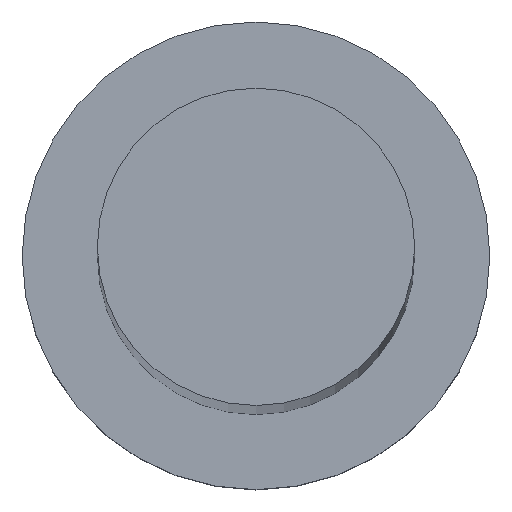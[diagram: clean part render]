
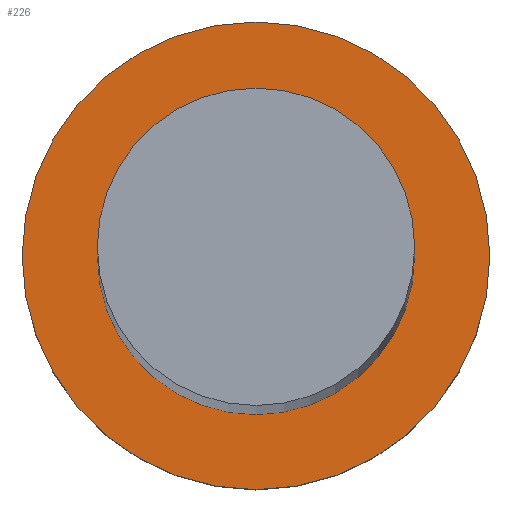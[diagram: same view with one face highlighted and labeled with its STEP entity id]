
A CAD part, top view. The second image highlights one B-rep face of the part: STEP entity #226.
In plain terms, the highlighted planar face has unit normal (0, 0, 1).
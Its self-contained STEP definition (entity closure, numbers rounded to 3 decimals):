
#6 = ORIENTED_EDGE ( 'NONE', *, *, #218, .T. ) ;
#8 = EDGE_LOOP ( 'NONE', ( #59, #214 ) ) ;
#12 = VERTEX_POINT ( 'NONE', #219 ) ;
#24 = AXIS2_PLACEMENT_3D ( 'NONE', #139, #62, #221 ) ;
#39 = DIRECTION ( 'NONE',  ( 1., 0., 0. ) ) ;
#43 = FACE_BOUND ( 'NONE', #8, .T. ) ;
#47 = AXIS2_PLACEMENT_3D ( 'NONE', #120, #103, #115 ) ;
#50 = EDGE_CURVE ( 'NONE', #110, #96, #203, .T. ) ;
#52 = AXIS2_PLACEMENT_3D ( 'NONE', #224, #121, #64 ) ;
#53 = CARTESIAN_POINT ( 'NONE',  ( -4.75, 0., 5. ) ) ;
#54 = AXIS2_PLACEMENT_3D ( 'NONE', #138, #220, #39 ) ;
#56 = EDGE_CURVE ( 'NONE', #192, #12, #229, .T. ) ;
#59 = ORIENTED_EDGE ( 'NONE', *, *, #208, .F. ) ;
#62 = DIRECTION ( 'NONE',  ( 0., 0., 1. ) ) ;
#64 = DIRECTION ( 'NONE',  ( 1., 0., 0. ) ) ;
#96 = VERTEX_POINT ( 'NONE', #53 ) ;
#103 = DIRECTION ( 'NONE',  ( 0., 0., 1. ) ) ;
#104 = FACE_OUTER_BOUND ( 'NONE', #158, .T. ) ;
#106 = DIRECTION ( 'NONE',  ( 1., 0., 0. ) ) ;
#110 = VERTEX_POINT ( 'NONE', #147 ) ;
#115 = DIRECTION ( 'NONE',  ( 1., 0., 0. ) ) ;
#120 = CARTESIAN_POINT ( 'NONE',  ( 0., 0., 5. ) ) ;
#121 = DIRECTION ( 'NONE',  ( 0., 0., 1. ) ) ;
#131 = ORIENTED_EDGE ( 'NONE', *, *, #56, .T. ) ;
#138 = CARTESIAN_POINT ( 'NONE',  ( 0., 0., 5. ) ) ;
#139 = CARTESIAN_POINT ( 'NONE',  ( 0., 0., 5. ) ) ;
#145 = CARTESIAN_POINT ( 'NONE',  ( 0., 0., 5. ) ) ;
#147 = CARTESIAN_POINT ( 'NONE',  ( 4.75, 0., 5. ) ) ;
#157 = CIRCLE ( 'NONE', #54, 4.75 ) ;
#158 = EDGE_LOOP ( 'NONE', ( #131, #6 ) ) ;
#159 = PLANE ( 'NONE',  #166 ) ;
#166 = AXIS2_PLACEMENT_3D ( 'NONE', #145, #199, #106 ) ;
#192 = VERTEX_POINT ( 'NONE', #204 ) ;
#199 = DIRECTION ( 'NONE',  ( 0., 0., 1. ) ) ;
#203 = CIRCLE ( 'NONE', #52, 4.75 ) ;
#204 = CARTESIAN_POINT ( 'NONE',  ( -7., 0., 5. ) ) ;
#208 = EDGE_CURVE ( 'NONE', #96, #110, #157, .T. ) ;
#214 = ORIENTED_EDGE ( 'NONE', *, *, #50, .F. ) ;
#218 = EDGE_CURVE ( 'NONE', #12, #192, #232, .T. ) ;
#219 = CARTESIAN_POINT ( 'NONE',  ( 7., 0., 5. ) ) ;
#220 = DIRECTION ( 'NONE',  ( 0., 0., 1. ) ) ;
#221 = DIRECTION ( 'NONE',  ( 1., 0., 0. ) ) ;
#224 = CARTESIAN_POINT ( 'NONE',  ( 0., 0., 5. ) ) ;
#226 = ADVANCED_FACE ( 'NONE', ( #43, #104 ), #159, .T. ) ;
#229 = CIRCLE ( 'NONE', #24, 7. ) ;
#232 = CIRCLE ( 'NONE', #47, 7. ) ;
